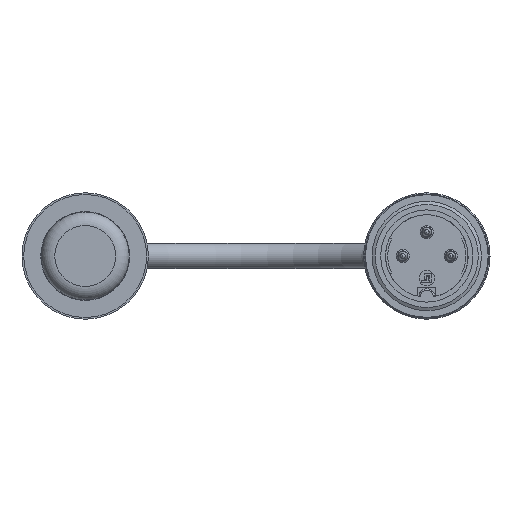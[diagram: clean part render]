
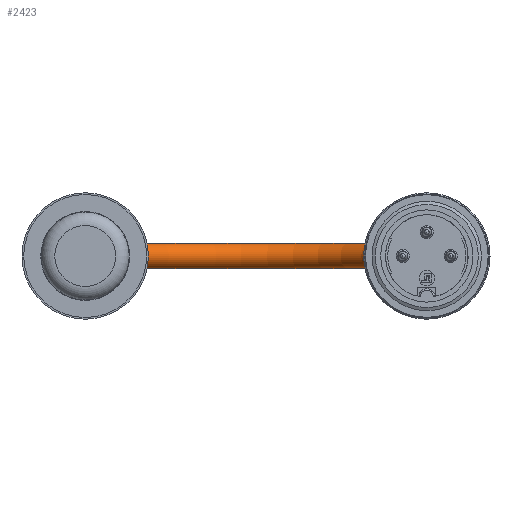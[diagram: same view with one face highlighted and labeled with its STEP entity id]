
A CAD part, left-side view. The second image highlights one B-rep face of the part: STEP entity #2423.
In plain terms, the highlighted toroidal (fillet/blend) face has major radius 25 mm and minor radius 1.85 mm.
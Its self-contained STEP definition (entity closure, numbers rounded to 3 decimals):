
#516=FACE_BOUND('',#874,.T.);
#664=FACE_OUTER_BOUND('',#873,.T.);
#873=EDGE_LOOP('',(#1984));
#874=EDGE_LOOP('',(#1985));
#1062=CIRCLE('',#2700,1.85);
#1063=CIRCLE('',#2702,1.85);
#1238=VERTEX_POINT('',#4170);
#1239=VERTEX_POINT('',#4173);
#1503=EDGE_CURVE('',#1238,#1238,#1062,.T.);
#1504=EDGE_CURVE('',#1239,#1239,#1063,.T.);
#1984=ORIENTED_EDGE('',*,*,#1503,.F.);
#1985=ORIENTED_EDGE('',*,*,#1504,.T.);
#2149=TOROIDAL_SURFACE('',#2701,25.,1.85);
#2423=ADVANCED_FACE('',(#664,#516),#2149,.T.);
#2700=AXIS2_PLACEMENT_3D('',#4171,#3273,#3274);
#2701=AXIS2_PLACEMENT_3D('',#4172,#3275,#3276);
#2702=AXIS2_PLACEMENT_3D('',#4174,#3277,#3278);
#3273=DIRECTION('center_axis',(-1.,0.,0.));
#3274=DIRECTION('ref_axis',(0.,0.,
-1.));
#3275=DIRECTION('center_axis',(0.,0.,
-1.));
#3276=DIRECTION('ref_axis',(1.,0.,0.));
#3277=DIRECTION('center_axis',(1.,0.,0.));
#3278=DIRECTION('ref_axis',(0.,0.,
-1.));
#4170=CARTESIAN_POINT('',(89.,-50.,1.85));
#4171=CARTESIAN_POINT('Origin',(89.,-50.,0.));
#4172=CARTESIAN_POINT('Origin',(89.,-25.,0.));
#4173=CARTESIAN_POINT('',(89.,0.,1.85));
#4174=CARTESIAN_POINT('Origin',(89.,0.,
0.));
